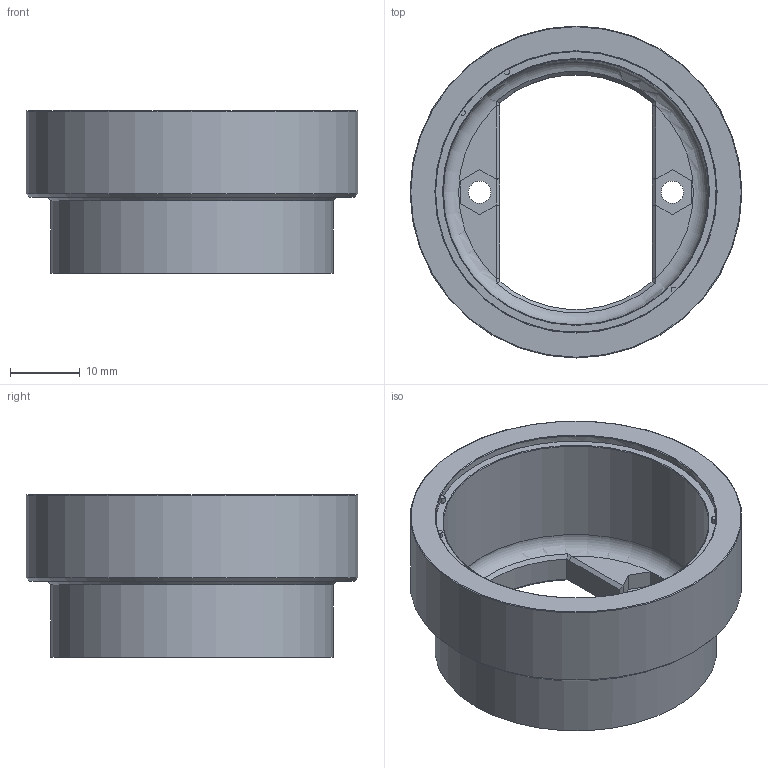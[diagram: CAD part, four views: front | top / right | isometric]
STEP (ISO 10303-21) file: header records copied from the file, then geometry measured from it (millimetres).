
FILE_DESCRIPTION(/* description */ (''),/* implementation_level */ '2;1');
FILE_NAME(/* name */ 'Trackpad Mount.step',/* time_stamp */ '2023-08-02T14:32:59+01:00',/* author */ (''),/* organization */ (''),/* preprocessor_version */ 'ST-DEVELOPER v20',/* originating_system */ 'Autodesk Translation Framework v12.9.0.99',/* authorisation */ '');
FILE_SCHEMA (('AUTOMOTIVE_DESIGN { 1 0 10303 214 3 1 1 }'));
Length unit declared in the file: millimetre
Products named in the file (1): Trackpad Mount
Bounding box: 47.5 x 47.51 x 23.31 mm (x, y, z)
Volume: 11363.8 mm3; surface area: 7921.6 mm2
Topology: 1 solids, 1 shells, 66 faces, 168 edges, 106 vertices
Faces by surface type: plane 41, cylinder 8, bspline 7, cone 6, torus 4
Full cylindrical faces by diameter (mm): 3.2 x2, 38 x1, 40.2 x1, 40.4 x1, 47.5 x1
Entity records: 2131 total; most frequent: CARTESIAN_POINT 508, ORIENTED_EDGE 336, DIRECTION 316, EDGE_CURVE 168, LINE 108, VECTOR 108, VERTEX_POINT 106, AXIS2_PLACEMENT_3D 104
